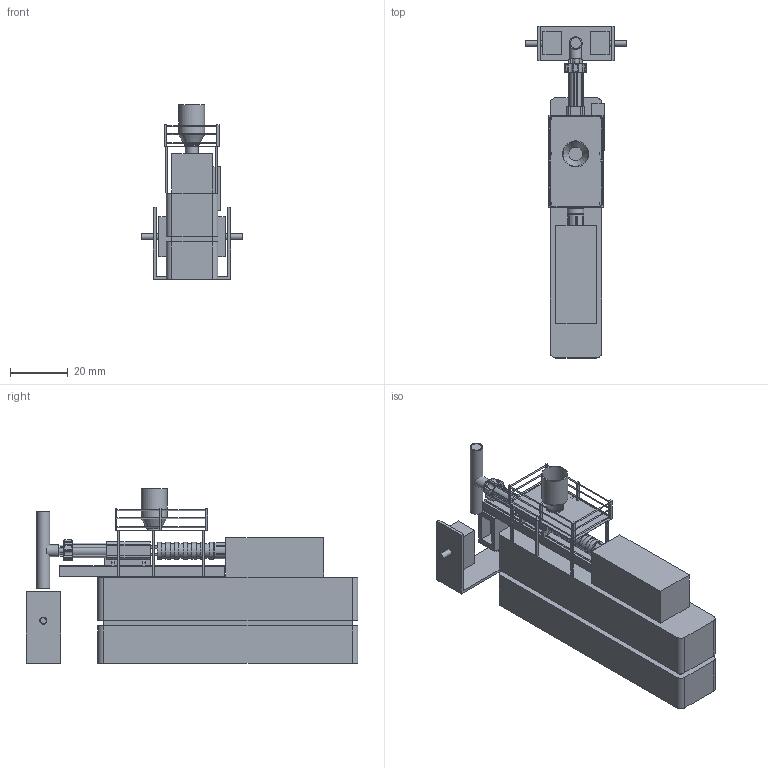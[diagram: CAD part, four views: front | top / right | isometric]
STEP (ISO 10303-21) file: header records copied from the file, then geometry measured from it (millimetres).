
FILE_DESCRIPTION(/* description */ (''),/* implementation_level */ '2;1');
FILE_NAME(/* name */ 'Modelo simplificado 8.step',/* time_stamp */ '2022-06-22T23:00:05-05:00',/* author */ (''),/* organization */ (''),/* preprocessor_version */ 'ST-DEVELOPER v19',/* originating_system */ 'Autodesk Translation Framework v11.7.0.108',/* authorisation */ '');
FILE_SCHEMA (('AUTOMOTIVE_DESIGN { 1 0 10303 214 3 1 1 }'));
Length unit declared in the file: millimetre
Products named in the file (10): Modelo simplificado 4; Component1 v1; Molde v2; Component44; Component43; Soporte_molde; Molde_d; Molde_i; Silla; Component25
Assembly tree (9 placements, depth 3):
  Modelo simplificado 4
    Component1 v1
    Molde v2
      Component44
      Component43
      Soporte_molde
      Molde_d
      Molde_i
      Silla
    Component25
Bounding box: 35 x 115.28 x 60.73 mm (x, y, z)
Volume: 60130.5 mm3; surface area: 22695.4 mm2
Topology: 12 solids, 12 shells, 444 faces, 1109 edges, 706 vertices
Faces by surface type: plane 297, cylinder 118, torus 17, bspline 10, cone 2
Full cylindrical faces by diameter (mm): 0.3 x10, 0.356 x2, 0.4 x16, 0.455 x6, 2 x2, 2.5 x2, 2.589 x1, 3.8 x2, 4 x1, 4.1 x1, 4.372 x1, 4.5 x1, 4.774 x1, 5 x7, 5.174 x1, 5.6 x1, 5.8 x7, 6 x1, 8.641 x1, 9.041 x1
Entity records: 14034 total; most frequent: CARTESIAN_POINT 2786, DIRECTION 2288, ORIENTED_EDGE 2198, EDGE_CURVE 1099, LINE 806, VECTOR 806, AXIS2_PLACEMENT_3D 741, VERTEX_POINT 706
